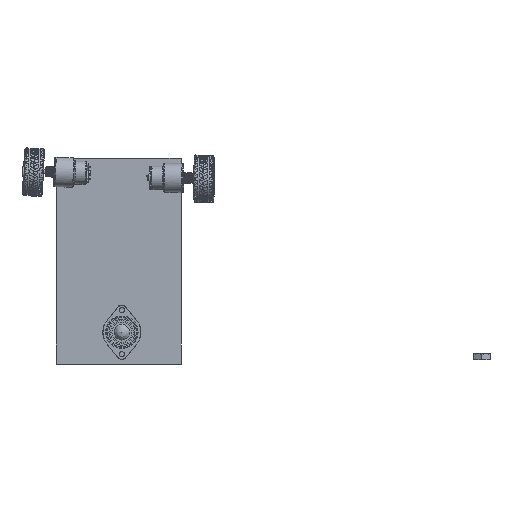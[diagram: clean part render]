
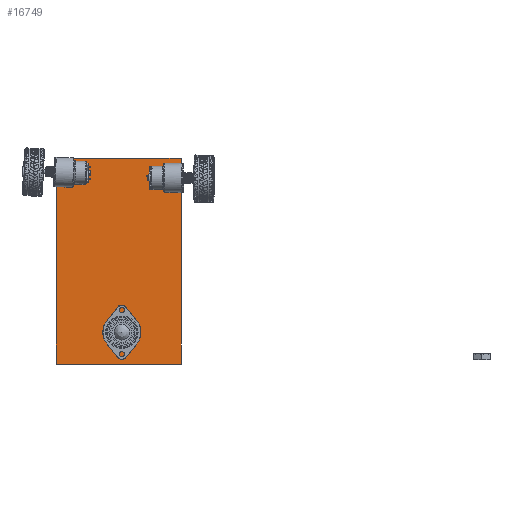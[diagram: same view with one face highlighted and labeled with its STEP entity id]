
A CAD part, left-side view. The second image highlights one B-rep face of the part: STEP entity #16749.
In plain terms, the highlighted planar face has unit normal (-1, 0, 0).
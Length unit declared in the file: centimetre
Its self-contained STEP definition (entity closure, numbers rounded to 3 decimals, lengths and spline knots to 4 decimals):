
#1755=PLANE('',#18775);
#2681=FACE_OUTER_BOUND('',#3662,.T.);
#3662=EDGE_LOOP('',(#15808,#15809,#15810,#15811));
#4744=LINE('',#38939,#5827);
#4745=LINE('',#38942,#5828);
#4746=LINE('',#38944,#5829);
#4747=LINE('',#38945,#5830);
#5827=VECTOR('',#23791,1.);
#5828=VECTOR('',#23794,1.);
#5829=VECTOR('',#23795,1.);
#5830=VECTOR('',#23796,1.);
#8318=VERTEX_POINT('',#38935);
#8319=VERTEX_POINT('',#38937);
#8320=VERTEX_POINT('',#38941);
#8321=VERTEX_POINT('',#38943);
#10818=EDGE_CURVE('',#8319,#8318,#4744,.F.);
#10819=EDGE_CURVE('',#8318,#8320,#4745,.T.);
#10820=EDGE_CURVE('',#8321,#8319,#4746,.T.);
#10821=EDGE_CURVE('',#8321,#8320,#4747,.T.);
#15808=ORIENTED_EDGE('',*,*,#10819,.F.);
#15809=ORIENTED_EDGE('',*,*,#10818,.F.);
#15810=ORIENTED_EDGE('',*,*,#10820,.F.);
#15811=ORIENTED_EDGE('',*,*,#10821,.T.);
#16749=ADVANCED_FACE('',(#2681),#1755,.T.);
#18775=AXIS2_PLACEMENT_3D('',#38940,#23792,#23793);
#23791=DIRECTION('',(0.,0.,-1.));
#23792=DIRECTION('center_axis',(-1.,0.,0.));
#23793=DIRECTION('ref_axis',(0.,-1.,0.));
#23794=DIRECTION('',(0.,-1.,0.));
#23795=DIRECTION('',(0.,1.,0.));
#23796=DIRECTION('',(0.,0.,1.));
#38935=CARTESIAN_POINT('',(0.5,17.5,28.));
#38937=CARTESIAN_POINT('',(0.5,17.5,0.));
#38939=CARTESIAN_POINT('',(0.5,17.5,0.));
#38940=CARTESIAN_POINT('Origin',(0.5,18.,0.));
#38941=CARTESIAN_POINT('',(0.5,0.5,28.));
#38942=CARTESIAN_POINT('',(0.5,13.5,28.));
#38943=CARTESIAN_POINT('',(0.5,0.5,0.));
#38944=CARTESIAN_POINT('',(0.5,13.5,0.));
#38945=CARTESIAN_POINT('',(0.5,0.5,0.));
